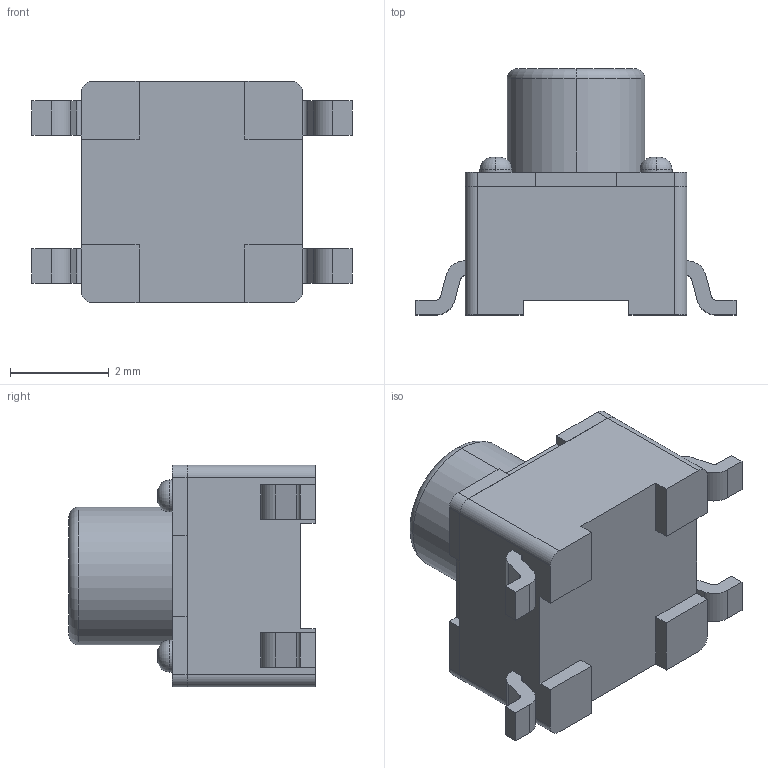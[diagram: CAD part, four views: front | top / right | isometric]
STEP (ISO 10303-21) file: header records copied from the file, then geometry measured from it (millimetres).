
FILE_DESCRIPTION (( 'STEP AP214' ), '1' );
FILE_NAME ('PTS647SM50SMTR2LFS.STEP', '2021-10-18T05:24:04', ( '' ), ( '' ), 'SwSTEP 2.0', 'SolidWorks 2018', '' );
FILE_SCHEMA (( 'AUTOMOTIVE_DESIGN' ));
Length unit declared in the file: millimetre
Products named in the file (2): PTS647SM50SMTR2LFS
Bounding box: 6.5 x 5 x 4.5 mm (x, y, z)
Volume: 68.2 mm3; surface area: 175 mm2
Topology: 7 solids, 7 shells, 122 faces, 302 edges, 198 vertices
Faces by surface type: plane 78, cylinder 34, torus 10
Entity records: 5059 total; most frequent: DIRECTION 638, CARTESIAN_POINT 624, ORIENTED_EDGE 604, EDGE_CURVE 302, LINE 214, VECTOR 214, AXIS2_PLACEMENT_3D 212, VERTEX_POINT 198
